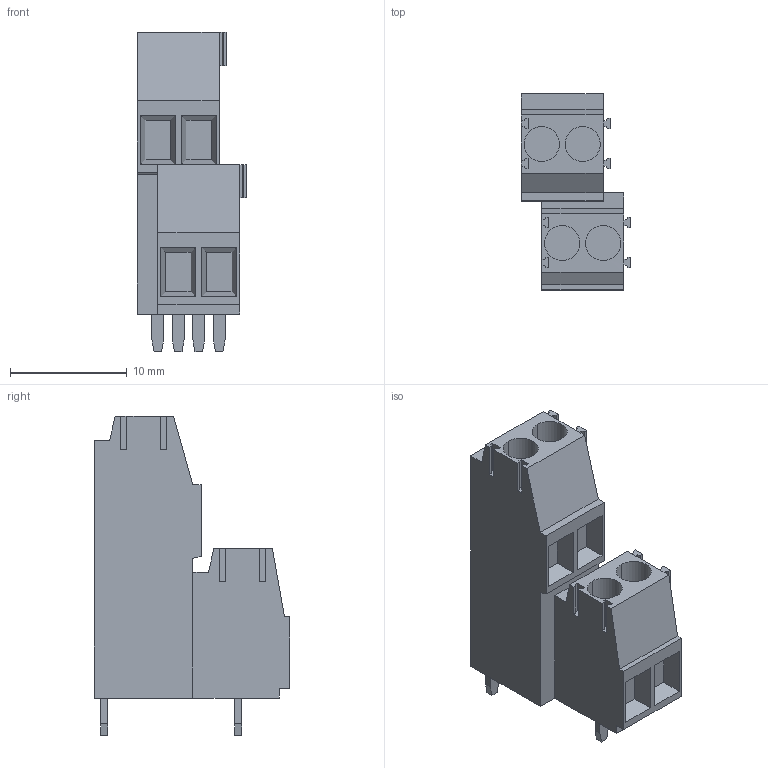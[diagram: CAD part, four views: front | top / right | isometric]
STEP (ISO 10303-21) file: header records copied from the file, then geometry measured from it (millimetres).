
FILE_DESCRIPTION(('CATIA V5 STEP Exchange','CAx-IF Rec.Pracs.--- Model Styling and Organization---1.2---2011-12-15'),'2;1');
FILE_NAME ('D1454717_0_1703700000_1703700000.stp','2018-09-07T15:25:01+00:00',('none'),('Weidmueller'),'CATIA Version 5-6 Release 2014','CATIA V5 STEP AP214','none');
FILE_SCHEMA(('AUTOMOTIVE_DESIGN { 1 0 10303 214 1 1 1 1 }'));
Length unit declared in the file: millimetre
Products named in the file (1): 1703700000
Bounding box: 9.35 x 16.75 x 27.3 mm (x, y, z)
Volume: 1938 mm3; surface area: 1478.4 mm2
Topology: 5 solids, 5 shells, 155 faces, 402 edges, 265 vertices
Faces by surface type: plane 147, cylinder 8
Entity records: 4403 total; most frequent: ORIENTED_EDGE 804, CARTESIAN_POINT 793, DIRECTION 604, EDGE_CURVE 402, VECTOR 370, LINE 370, VERTEX_POINT 265, EDGE_LOOP 163
